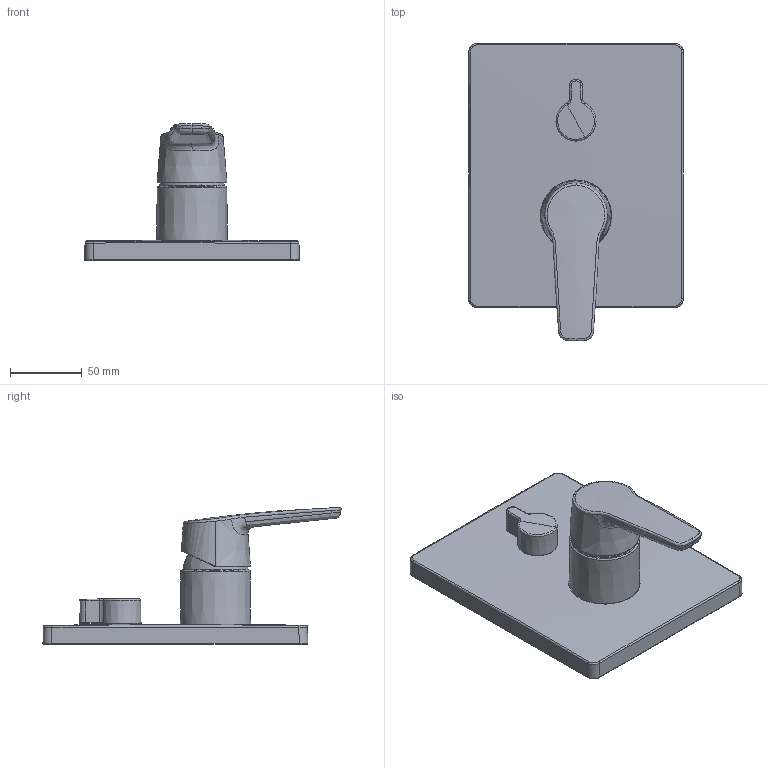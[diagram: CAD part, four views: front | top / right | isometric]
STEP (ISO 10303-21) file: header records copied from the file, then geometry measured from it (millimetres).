
FILE_DESCRIPTION (( 'STEP AP203' ), '1' );
FILE_NAME ('3988(2016)+80609093+80623093.STEP', '2017-03-09T05:52:27', ( '' ), ( '' ), 'SwSTEP 2.0', 'SolidWorks 2016', '' );
FILE_SCHEMA (( 'CONFIG_CONTROL_DESIGN' ));
Length unit declared in the file: millimetre
Products named in the file (1): 3988(2016)+80609093+80623093
Bounding box: 149.97 x 208.17 x 95.4 mm (x, y, z)
Volume: 475794.4 mm3; surface area: 91013.1 mm2
Topology: 1 solids, 2 shells, 241 faces, 684 edges, 453 vertices
Faces by surface type: plane 86, bspline 77, cylinder 44, cone 22, torus 9, sphere 3
Full cylindrical faces by diameter (mm): 23.726 x1
Entity records: 21898 total; most frequent: CARTESIAN_POINT 16889, ORIENTED_EDGE 1358, EDGE_CURVE 679, DIRECTION 540, VERTEX_POINT 451, B_SPLINE_CURVE_WITH_KNOTS 441, EDGE_LOOP 250, FACE_OUTER_BOUND 243
